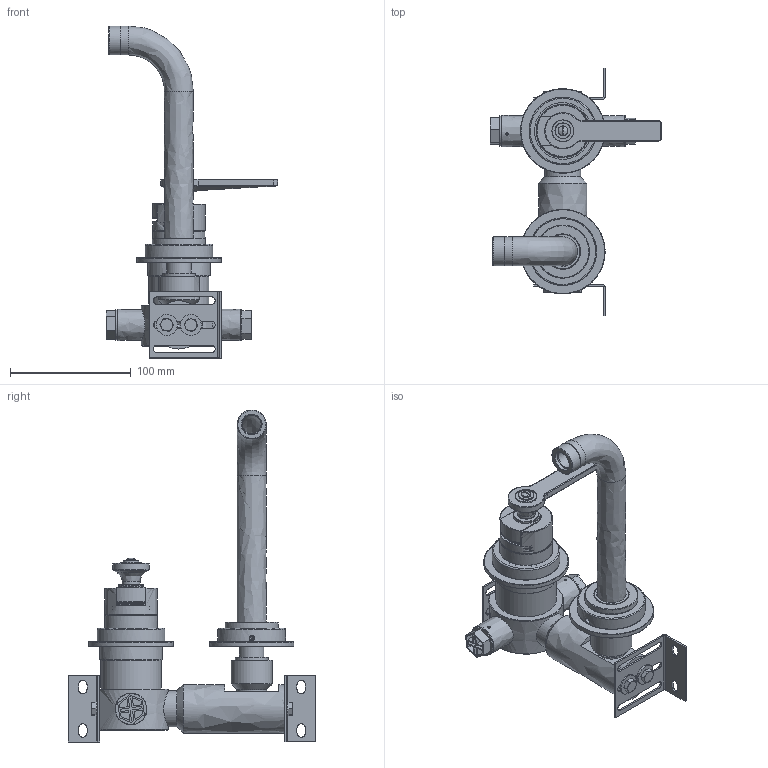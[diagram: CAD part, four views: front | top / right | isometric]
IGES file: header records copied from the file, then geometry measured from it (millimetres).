
Global section: file name: V7KA20S-2LF-NP; native system: Autodesk Inventor 2020; preprocessor: unknown; author: camerond; date: 20230106.132218; units: millimetre
Bounding box: 142.02 x 205 x 275.13 mm (x, y, z)
Volume: 439704.5 mm3; surface area: 226809.8 mm2
Topology: 49 solids, 49 shells, 2125 faces, 5559 edges, 3634 vertices
Faces by surface type: bspline 2125
